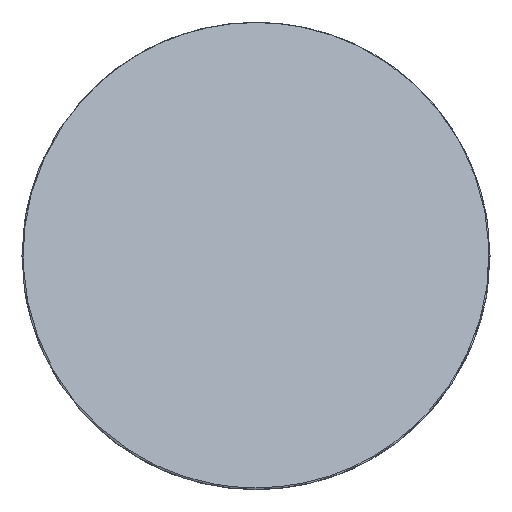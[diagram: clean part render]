
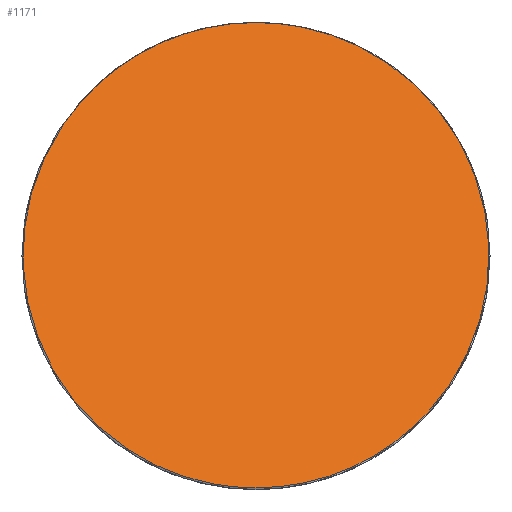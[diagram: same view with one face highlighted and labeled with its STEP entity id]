
A CAD part, top view. The second image highlights one B-rep face of the part: STEP entity #1171.
In plain terms, the highlighted planar face has unit normal (0, 0.707, 0.707).
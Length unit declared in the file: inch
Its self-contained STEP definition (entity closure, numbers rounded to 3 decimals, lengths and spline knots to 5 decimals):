
#35 = CARTESIAN_POINT ( 'NONE',  ( -0.25793, -0.95961, 1.29368 ) ) ;
#50 = ORIENTED_EDGE ( 'NONE', *, *, #13807, .T. ) ;
#664 = CARTESIAN_POINT ( 'NONE',  ( 0.75029, -0.65527, 0.98934 ) ) ;
#718 = CARTESIAN_POINT ( 'NONE',  ( 0.86428, 0.50201, -0.16795 ) ) ;
#728 = CARTESIAN_POINT ( 'NONE',  ( -3.32677, 1.00039, -0.66632 ) ) ;
#769 = CARTESIAN_POINT ( 'NONE',  ( 0., 0.99881, -0.66474 ) ) ;
#1100 = CARTESIAN_POINT ( 'NONE',  ( -0.60747, 0.79477, -0.4607 ) ) ;
#1144 = CARTESIAN_POINT ( 'NONE',  ( -0.94505, -0.31804, 0.65211 ) ) ;
#1171 = ADVANCED_FACE ( 'NONE', ( #14438 ), #8982, .T. ) ;
#1191 = CARTESIAN_POINT ( 'NONE',  ( -0.13045, -0.9866, 1.32067 ) ) ;
#1391 = CARTESIAN_POINT ( 'NONE',  ( 0., -0.99304, 1.32711 ) ) ;
#1403 = CARTESIAN_POINT ( 'NONE',  ( 0., 0.99881, -0.66474 ) ) ;
#1823 = CARTESIAN_POINT ( 'NONE',  ( 0.86428, -0.49625, 0.83031 ) ) ;
#1883 = CARTESIAN_POINT ( 'NONE',  ( 0.75029, 0.66104, -0.32697 ) ) ;
#2230 = CARTESIAN_POINT ( 'NONE',  ( 0., 0.99881, -0.66474 ) ) ;
#2280 = CARTESIAN_POINT ( 'NONE',  ( -0.75029, 0.66104, -0.32697 ) ) ;
#2330 = CARTESIAN_POINT ( 'NONE',  ( -0.86428, -0.49625, 0.83031 ) ) ;
#2376 = CARTESIAN_POINT ( 'NONE',  ( 0., -0.99304, 1.32711 ) ) ;
#2966 = CARTESIAN_POINT ( 'NONE',  ( 0.06509, -0.99304, 1.32711 ) ) ;
#3021 = CARTESIAN_POINT ( 'NONE',  ( 0.94505, -0.31805, 0.65211 ) ) ;
#3079 = CARTESIAN_POINT ( 'NONE',  ( 0.60747, 0.79477, -0.4607 ) ) ;
#3089 = DIRECTION ( 'NONE',  ( 0., -0.707, 0.707 ) ) ;
#3421 = CARTESIAN_POINT ( 'NONE',  ( -0.03257, 0.99841, -0.66434 ) ) ;
#3472 = CARTESIAN_POINT ( 'NONE',  ( -0.86428, 0.50201, -0.16795 ) ) ;
#3517 = CARTESIAN_POINT ( 'NONE',  ( -0.75029, -0.65527, 0.98934 ) ) ;
#3825 = VERTEX_POINT ( 'NONE', #1403 ) ;
#4169 = CARTESIAN_POINT ( 'NONE',  ( 0.13045, -0.9866, 1.32067 ) ) ;
#4218 = CARTESIAN_POINT ( 'NONE',  ( 0.9895, -0.12751, 0.46158 ) ) ;
#4280 = CARTESIAN_POINT ( 'NONE',  ( 0.44131, 0.89807, -0.564 ) ) ;
#4615 = CARTESIAN_POINT ( 'NONE',  ( -0.08142, 0.9956, -0.66154 ) ) ;
#4664 = CARTESIAN_POINT ( 'NONE',  ( -0.94505, 0.32381, 0.01026 ) ) ;
#4711 = CARTESIAN_POINT ( 'NONE',  ( -0.60747, -0.789, 1.12307 ) ) ;
#5352 = CARTESIAN_POINT ( 'NONE',  ( 0.32094, -0.94216, 1.27622 ) ) ;
#5408 = CARTESIAN_POINT ( 'NONE',  ( 0.99592, 0.06804, 0.26603 ) ) ;
#5468 = CARTESIAN_POINT ( 'NONE',  ( 0.32027, 0.94647, -0.6124 ) ) ;
#5806 = CARTESIAN_POINT ( 'NONE',  ( -0.16237, 0.98602, -0.65195 ) ) ;
#5861 = CARTESIAN_POINT ( 'NONE',  ( -0.9895, 0.13327, 0.20079 ) ) ;
#5903 = CARTESIAN_POINT ( 'NONE',  ( -0.44131, -0.8923, 1.22637 ) ) ;
#6177 = EDGE_CURVE ( 'NONE', #3825, #15010, #7416, .T. ) ;
#6539 = CARTESIAN_POINT ( 'NONE',  ( 0.49914, -0.86139, 1.19546 ) ) ;
#6593 = CARTESIAN_POINT ( 'NONE',  ( 0.96408, 0.26108, 0.07298 ) ) ;
#6643 = CARTESIAN_POINT ( 'NONE',  ( 0.22622, 0.97332, -0.63925 ) ) ;
#6983 = CARTESIAN_POINT ( 'NONE',  ( -0.32094, 0.94792, -0.61386 ) ) ;
#7029 = CARTESIAN_POINT ( 'NONE',  ( -0.99592, -0.06227, 0.39634 ) ) ;
#7073 = CARTESIAN_POINT ( 'NONE',  ( -0.32027, -0.9407, 1.27477 ) ) ;
#7113 = AXIS2_PLACEMENT_3D ( 'NONE', #728, #10149, #3089 ) ;
#7416 = B_SPLINE_CURVE_WITH_KNOTS ( 'NONE', 3,
 ( #2230, #9742, #3421, #11661, #4615, #12859, #5806, #14063, #6983, #15256, #8165, #1100, #9365, #2280, #10539, #3472, #11710, #4664, #12901, #5861, #14114, #7029, #15304, #8218, #1144, #9409, #2330, #10591, #3517, #11760, #4711, #12952, #5903, #14160, #7073, #35, #8267, #1191, #9454, #2376 ),
 .UNSPECIFIED., .F., .F.,
 ( 4, 2, 2, 2, 2, 2, 2, 2, 2, 2, 2, 2, 2, 2, 2, 2, 2, 2, 2, 4 ),
 ( 0., 0.00781, 0.01562, 0.03125, 0.0625, 0.09375, 0.125, 0.15625, 0.1875, 0.21875, 0.25, 0.28125, 0.3125, 0.34375, 0.375, 0.40625, 0.4375, 0.45312, 0.46875, 0.5 ),
 .UNSPECIFIED. ) ;
#7723 = CARTESIAN_POINT ( 'NONE',  ( 0.65815, -0.74741, 1.08148 ) ) ;
#7777 = CARTESIAN_POINT ( 'NONE',  ( 0.89518, 0.4442, -0.11014 ) ) ;
#7833 = CARTESIAN_POINT ( 'NONE',  ( 0.06507, 0.99881, -0.66474 ) ) ;
#8165 = CARTESIAN_POINT ( 'NONE',  ( -0.49914, 0.86716, -0.53309 ) ) ;
#8218 = CARTESIAN_POINT ( 'NONE',  ( -0.96408, -0.25532, 0.58938 ) ) ;
#8267 = CARTESIAN_POINT ( 'NONE',  ( -0.22622, -0.96755, 1.30162 ) ) ;
#8281 = B_SPLINE_CURVE_WITH_KNOTS ( 'NONE', 3,
 ( #12347, #2966, #4169, #12400, #5352, #13609, #6539, #14811, #7723, #664, #8915, #1823, #10090, #3021, #11270, #4218, #12459, #5408, #13661, #6593, #14868, #7777, #718, #8973, #1883, #10139, #3079, #11326, #4280, #12511, #5468, #13713, #6643, #14928, #7833, #769 ),
 .UNSPECIFIED., .F., .F.,
 ( 4, 2, 2, 2, 2, 2, 2, 2, 2, 2, 2, 2, 2, 2, 2, 2, 2, 4 ),
 ( 0.5, 0.53125, 0.5625, 0.59375, 0.625, 0.65625, 0.6875, 0.71875, 0.75, 0.78125, 0.8125, 0.84375, 0.875, 0.90625, 0.9375, 0.95313, 0.96875, 1. ),
 .UNSPECIFIED. ) ;
#8915 = CARTESIAN_POINT ( 'NONE',  ( 0.79188, -0.6046, 0.93866 ) ) ;
#8973 = CARTESIAN_POINT ( 'NONE',  ( 0.79188, 0.61036, -0.2763 ) ) ;
#8982 = PLANE ( 'NONE',  #7113 ) ;
#9365 = CARTESIAN_POINT ( 'NONE',  ( -0.65815, 0.75318, -0.41911 ) ) ;
#9409 = CARTESIAN_POINT ( 'NONE',  ( -0.89518, -0.43844, 0.7725 ) ) ;
#9454 = CARTESIAN_POINT ( 'NONE',  ( -0.06509, -0.99304, 1.32711 ) ) ;
#9742 = CARTESIAN_POINT ( 'NONE',  ( -0.01632, 0.99881, -0.66474 ) ) ;
#10090 = CARTESIAN_POINT ( 'NONE',  ( 0.89518, -0.43844, 0.7725 ) ) ;
#10139 = CARTESIAN_POINT ( 'NONE',  ( 0.65816, 0.75318, -0.41911 ) ) ;
#10149 = DIRECTION ( 'NONE',  ( 0., 0.707, 0.707 ) ) ;
#10272 = EDGE_LOOP ( 'NONE', ( #11362, #50 ) ) ;
#10539 = CARTESIAN_POINT ( 'NONE',  ( -0.79188, 0.61036, -0.2763 ) ) ;
#10591 = CARTESIAN_POINT ( 'NONE',  ( -0.79188, -0.6046, 0.93866 ) ) ;
#11270 = CARTESIAN_POINT ( 'NONE',  ( 0.96407, -0.25532, 0.58938 ) ) ;
#11326 = CARTESIAN_POINT ( 'NONE',  ( 0.49914, 0.86716, -0.53309 ) ) ;
#11362 = ORIENTED_EDGE ( 'NONE', *, *, #6177, .T. ) ;
#11661 = CARTESIAN_POINT ( 'NONE',  ( -0.06515, 0.99681, -0.66274 ) ) ;
#11710 = CARTESIAN_POINT ( 'NONE',  ( -0.89518, 0.4442, -0.11014 ) ) ;
#11760 = CARTESIAN_POINT ( 'NONE',  ( -0.65816, -0.74741, 1.08148 ) ) ;
#12347 = CARTESIAN_POINT ( 'NONE',  ( 0., -0.99304, 1.32711 ) ) ;
#12400 = CARTESIAN_POINT ( 'NONE',  ( 0.25814, -0.96121, 1.29527 ) ) ;
#12459 = CARTESIAN_POINT ( 'NONE',  ( 0.99592, -0.06227, 0.39634 ) ) ;
#12511 = CARTESIAN_POINT ( 'NONE',  ( 0.35103, 0.93546, -0.60139 ) ) ;
#12859 = CARTESIAN_POINT ( 'NONE',  ( -0.13, 0.99082, -0.65675 ) ) ;
#12901 = CARTESIAN_POINT ( 'NONE',  ( -0.96407, 0.26108, 0.07299 ) ) ;
#12952 = CARTESIAN_POINT ( 'NONE',  ( -0.49914, -0.86139, 1.19546 ) ) ;
#13609 = CARTESIAN_POINT ( 'NONE',  ( 0.44131, -0.8923, 1.22637 ) ) ;
#13661 = CARTESIAN_POINT ( 'NONE',  ( 0.9895, 0.13327, 0.20079 ) ) ;
#13713 = CARTESIAN_POINT ( 'NONE',  ( 0.25793, 0.96538, -0.63131 ) ) ;
#13807 = EDGE_CURVE ( 'NONE', #15010, #3825, #8281, .T. ) ;
#14063 = CARTESIAN_POINT ( 'NONE',  ( -0.25814, 0.96697, -0.63291 ) ) ;
#14114 = CARTESIAN_POINT ( 'NONE',  ( -0.99592, 0.06804, 0.26603 ) ) ;
#14160 = CARTESIAN_POINT ( 'NONE',  ( -0.35103, -0.9297, 1.26376 ) ) ;
#14438 = FACE_OUTER_BOUND ( 'NONE', #10272, .T. ) ;
#14811 = CARTESIAN_POINT ( 'NONE',  ( 0.60747, -0.789, 1.12307 ) ) ;
#14868 = CARTESIAN_POINT ( 'NONE',  ( 0.94505, 0.32381, 0.01026 ) ) ;
#14928 = CARTESIAN_POINT ( 'NONE',  ( 0.13045, 0.99237, -0.6583 ) ) ;
#15010 = VERTEX_POINT ( 'NONE', #1391 ) ;
#15256 = CARTESIAN_POINT ( 'NONE',  ( -0.44131, 0.89807, -0.564 ) ) ;
#15304 = CARTESIAN_POINT ( 'NONE',  ( -0.9895, -0.12751, 0.46157 ) ) ;
